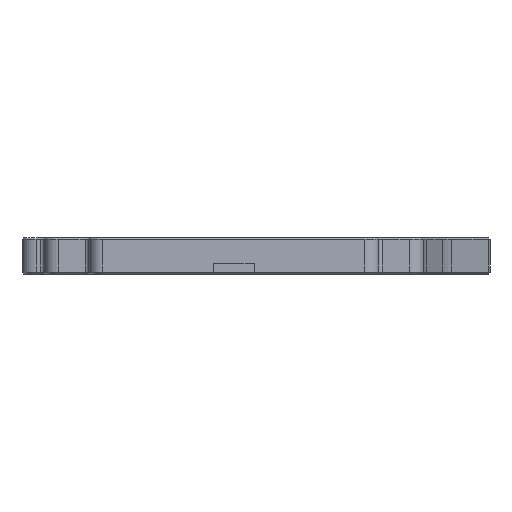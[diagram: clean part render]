
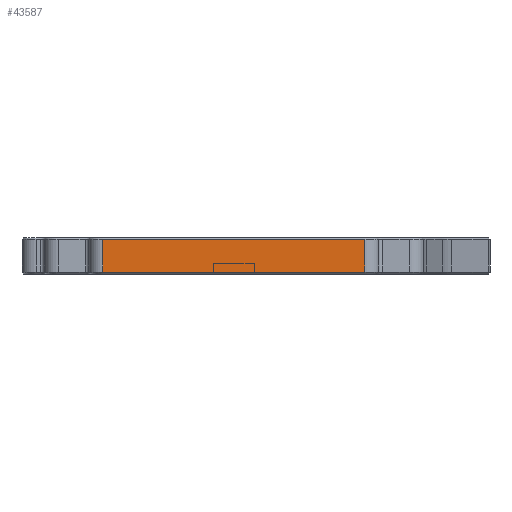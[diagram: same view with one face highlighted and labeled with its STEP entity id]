
A CAD part, left-side view. The second image highlights one B-rep face of the part: STEP entity #43587.
In plain terms, the highlighted planar face has unit normal (-1, 0, 0).
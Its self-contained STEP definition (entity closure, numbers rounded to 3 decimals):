
#42292 = VERTEX_POINT('',#42293);
#42293 = CARTESIAN_POINT('',(-40.5,66.,0.4));
#42317 = VERTEX_POINT('',#42318);
#42318 = CARTESIAN_POINT('',(-40.5,10.,0.4));
#42326 = EDGE_CURVE('',#42317,#42292,#42327,.T.);
#42327 = LINE('',#42328,#42329);
#42328 = CARTESIAN_POINT('',(-40.5,10.,0.4));
#42329 = VECTOR('',#42330,1.);
#42330 = DIRECTION('',(0.,1.,0.));
#43566 = EDGE_CURVE('',#42292,#43567,#43569,.T.);
#43567 = VERTEX_POINT('',#43568);
#43568 = CARTESIAN_POINT('',(-40.5,66.,7.4));
#43569 = LINE('',#43570,#43571);
#43570 = CARTESIAN_POINT('',(-40.5,66.,0.));
#43571 = VECTOR('',#43572,1.);
#43572 = DIRECTION('',(0.,0.,1.));
#43587 = ADVANCED_FACE('',(#43588),#43606,.F.);
#43588 = FACE_BOUND('',#43589,.F.);
#43589 = EDGE_LOOP('',(#43590,#43598,#43599,#43600));
#43590 = ORIENTED_EDGE('',*,*,#43591,.F.);
#43591 = EDGE_CURVE('',#42317,#43592,#43594,.T.);
#43592 = VERTEX_POINT('',#43593);
#43593 = CARTESIAN_POINT('',(-40.5,10.,7.4));
#43594 = LINE('',#43595,#43596);
#43595 = CARTESIAN_POINT('',(-40.5,10.,0.));
#43596 = VECTOR('',#43597,1.);
#43597 = DIRECTION('',(0.,0.,1.));
#43598 = ORIENTED_EDGE('',*,*,#42326,.T.);
#43599 = ORIENTED_EDGE('',*,*,#43566,.T.);
#43600 = ORIENTED_EDGE('',*,*,#43601,.F.);
#43601 = EDGE_CURVE('',#43592,#43567,#43602,.T.);
#43602 = LINE('',#43603,#43604);
#43603 = CARTESIAN_POINT('',(-40.5,10.,7.4));
#43604 = VECTOR('',#43605,1.);
#43605 = DIRECTION('',(0.,1.,0.));
#43606 = PLANE('',#43607);
#43607 = AXIS2_PLACEMENT_3D('',#43608,#43609,#43610);
#43608 = CARTESIAN_POINT('',(-40.5,66.,0.));
#43609 = DIRECTION('',(1.,0.,0.));
#43610 = DIRECTION('',(0.,-1.,0.));
